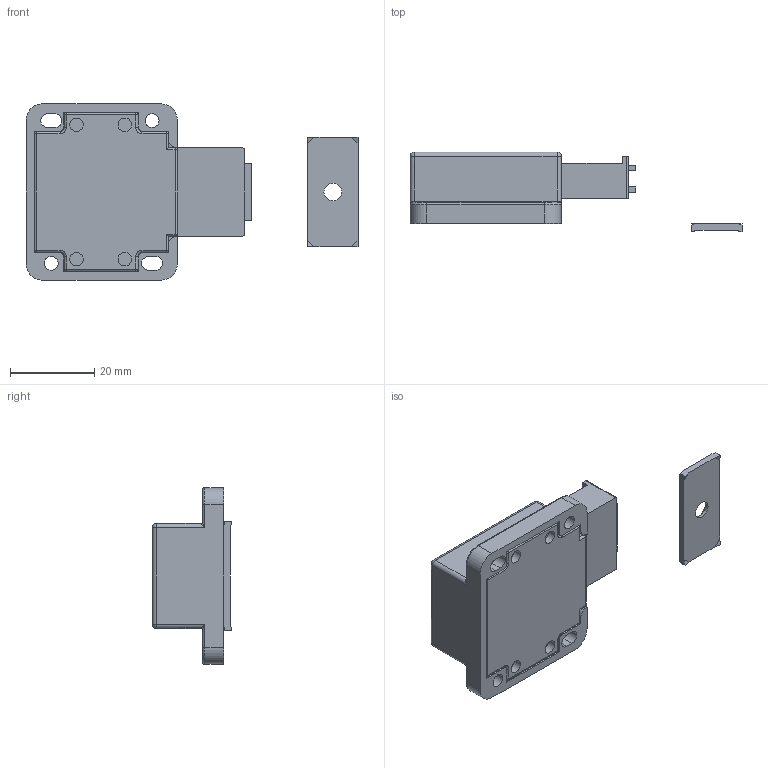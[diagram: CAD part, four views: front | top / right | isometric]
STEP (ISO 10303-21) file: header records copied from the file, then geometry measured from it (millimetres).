
FILE_DESCRIPTION (( 'STEP AP203' ), '1' );
FILE_NAME ('C-105-1.STEP', '2020-01-15T07:33:40', ( '' ), ( '' ), 'SwSTEP 2.0', 'SolidWorks 2014', '' );
FILE_SCHEMA (( 'CONFIG_CONTROL_DESIGN' ));
Length unit declared in the file: millimetre
Products named in the file (9): C-105-1_マグネットケース; C-105-1_ヨーク ; B; C-105-1_蓋; C-105-1_ハウジング; C-105-1_ヨークケース; C-105-1; C-105-1_受板; C-105-1_ヨーク ; A; C-105-1_マグネット
Assembly tree (8 placements, depth 2):
  C-105-1
    C-105-1_ハウジング
    C-105-1_蓋
    C-105-1_マグネットケース
    C-105-1_マグネット
    C-105-1_ヨークケース
    C-105-1_ヨーク ; A
    C-105-1_ヨーク ; B
    C-105-1_受板
Bounding box: 79 x 18.95 x 42 mm (x, y, z)
Volume: 14468.2 mm3; surface area: 15531 mm2
Topology: 8 solids, 8 shells, 313 faces, 820 edges, 510 vertices
Faces by surface type: plane 171, cylinder 110, sphere 14, torus 12, bspline 4, cone 2
Entity records: 10543 total; most frequent: CARTESIAN_POINT 1790, DIRECTION 1664, ORIENTED_EDGE 1604, EDGE_CURVE 802, VECTOR 560, LINE 560, AXIS2_PLACEMENT_3D 552, VERTEX_POINT 510
